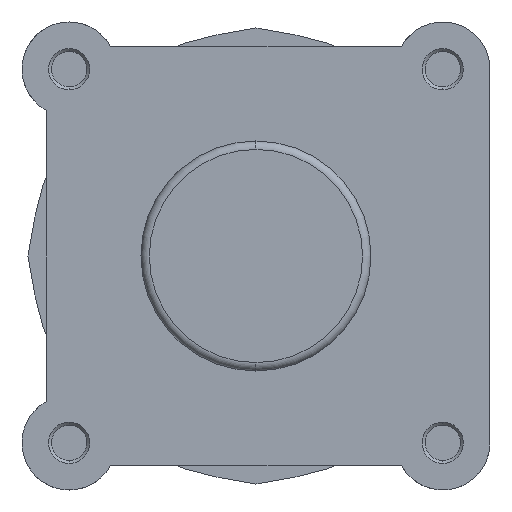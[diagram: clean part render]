
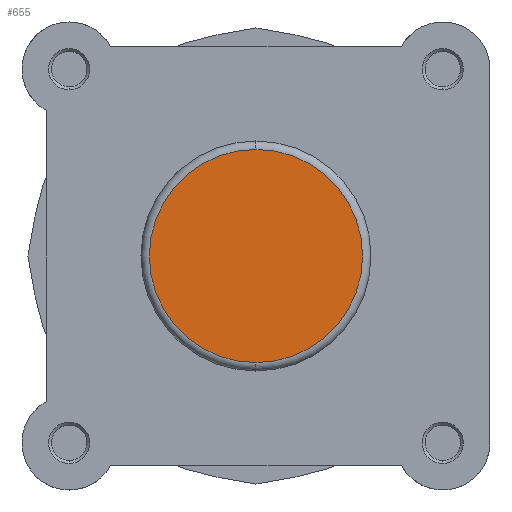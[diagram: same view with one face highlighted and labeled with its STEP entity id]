
A CAD part, left-side view. The second image highlights one B-rep face of the part: STEP entity #655.
In plain terms, the highlighted planar face has unit normal (-1, 0, 0).
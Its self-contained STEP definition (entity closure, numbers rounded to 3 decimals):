
#655 = ADVANCED_FACE ( 'NONE', ( #5625 ), #2837, .F. ) ;
#970 = VERTEX_POINT ( 'NONE', #3337 ) ;
#1024 = VERTEX_POINT ( 'NONE', #3391 ) ;
#1193 = ORIENTED_EDGE ( 'NONE', *, *, #1440, .T. ) ;
#1194 = ORIENTED_EDGE ( 'NONE', *, *, #1636, .T. ) ;
#1440 = EDGE_CURVE ( 'NONE', #1024, #970, #5819, .T. ) ;
#1636 = EDGE_CURVE ( 'NONE', #970, #1024, #6090, .T. ) ;
#2032 = AXIS2_PLACEMENT_3D ( 'NONE', #2836, #2838, #2839 ) ;
#2132 = AXIS2_PLACEMENT_3D ( 'NONE', #3448, #3449, #3450 ) ;
#2238 = AXIS2_PLACEMENT_3D ( 'NONE', #3976, #3978, #3979 ) ;
#2836 = CARTESIAN_POINT ( 'NONE',  ( 0., 0., 0. ) ) ;
#2837 = PLANE ( 'NONE',  #2032 ) ;
#2838 = DIRECTION ( 'NONE',  ( 1., 0., 0. ) ) ;
#2839 = DIRECTION ( 'NONE',  ( 0., 0., -1. ) ) ;
#3337 = CARTESIAN_POINT ( 'NONE',  ( 0., 0., 25.4 ) ) ;
#3391 = CARTESIAN_POINT ( 'NONE',  ( 0., 0., -25.4 ) ) ;
#3448 = CARTESIAN_POINT ( 'NONE',  ( 0., 0., 0. ) ) ;
#3449 = DIRECTION ( 'NONE',  ( -1., 0., 0. ) ) ;
#3450 = DIRECTION ( 'NONE',  ( 0., 0., -1. ) ) ;
#3976 = CARTESIAN_POINT ( 'NONE',  ( 0., 0., 0. ) ) ;
#3978 = DIRECTION ( 'NONE',  ( -1., 0., 0. ) ) ;
#3979 = DIRECTION ( 'NONE',  ( 0., 0., -1. ) ) ;
#5251 = EDGE_LOOP ( 'NONE', ( #1193, #1194 ) ) ;
#5625 = FACE_OUTER_BOUND ( 'NONE', #5251, .T. ) ;
#5819 = CIRCLE ( 'NONE', #2132, 25.4 ) ;
#6090 = CIRCLE ( 'NONE', #2238, 25.4 ) ;
